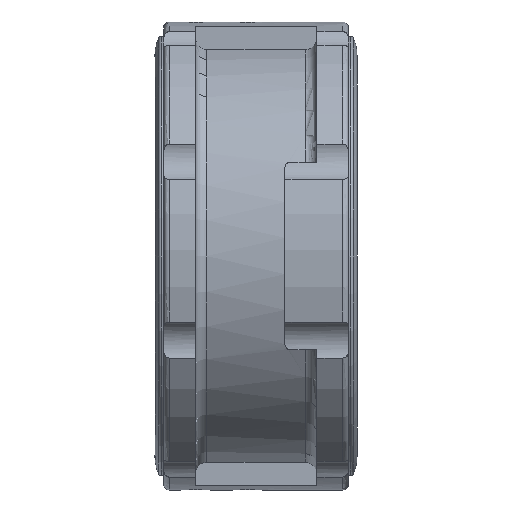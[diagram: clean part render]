
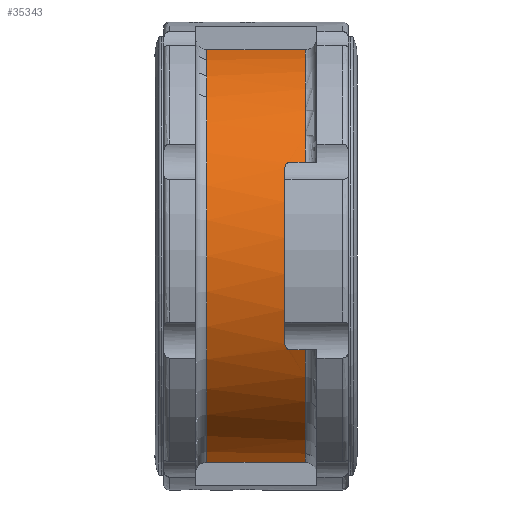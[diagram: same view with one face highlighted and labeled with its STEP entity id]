
A CAD part, left-side view. The second image highlights one B-rep face of the part: STEP entity #35343.
In plain terms, the highlighted cylindrical face has radius 73 mm (diameter 146 mm), a partial arc.
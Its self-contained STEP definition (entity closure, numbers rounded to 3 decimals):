
#1637 = CARTESIAN_POINT ( 'NONE',  ( -15., -49., 71.442 ) ) ;
#1713 = CARTESIAN_POINT ( 'NONE',  ( -15., -15., -71.442 ) ) ;
#1785 = CARTESIAN_POINT ( 'NONE',  ( -15., -15., 71.442 ) ) ;
#1985 = CARTESIAN_POINT ( 'NONE',  ( -65.366, -49., 32.5 ) ) ;
#2001 = CARTESIAN_POINT ( 'NONE',  ( -65.366, -44., -32.5 ) ) ;
#2934 = CYLINDRICAL_SURFACE ( 'NONE', #3122, 73. ) ;
#3060 = FACE_OUTER_BOUND ( 'NONE', #21488, .T. ) ;
#3122 = AXIS2_PLACEMENT_3D ( 'NONE', #51874, #51878, #51879 ) ;
#5597 = CARTESIAN_POINT ( 'NONE',  ( -65.366, -44., -32.5 ) ) ;
#5598 = CARTESIAN_POINT ( 'NONE',  ( -65.366, -43.861, -32.5 ) ) ;
#5599 = CARTESIAN_POINT ( 'NONE',  ( -65.373, -43.724, -32.486 ) ) ;
#5600 = CARTESIAN_POINT ( 'NONE',  ( -65.401, -43.456, -32.43 ) ) ;
#5601 = CARTESIAN_POINT ( 'NONE',  ( -65.422, -43.324, -32.387 ) ) ;
#5602 = CARTESIAN_POINT ( 'NONE',  ( -65.502, -42.953, -32.225 ) ) ;
#5603 = CARTESIAN_POINT ( 'NONE',  ( -65.58, -42.731, -32.067 ) ) ;
#5604 = CARTESIAN_POINT ( 'NONE',  ( -65.717, -42.462, -31.785 ) ) ;
#5605 = CARTESIAN_POINT ( 'NONE',  ( -65.767, -42.382, -31.682 ) ) ;
#5606 = CARTESIAN_POINT ( 'NONE',  ( -65.87, -42.244, -31.467 ) ) ;
#5607 = CARTESIAN_POINT ( 'NONE',  ( -65.924, -42.187, -31.354 ) ) ;
#5608 = CARTESIAN_POINT ( 'NONE',  ( -66.035, -42.094, -31.119 ) ) ;
#5609 = CARTESIAN_POINT ( 'NONE',  ( -66.093, -42.059, -30.997 ) ) ;
#5610 = CARTESIAN_POINT ( 'NONE',  ( -66.207, -42.012, -30.751 ) ) ;
#5611 = CARTESIAN_POINT ( 'NONE',  ( -66.265, -42., -30.626 ) ) ;
#5612 = CARTESIAN_POINT ( 'NONE',  ( -66.323, -42., -30.5 ) ) ;
#6793 = VECTOR ( 'NONE', #52276, 1000. ) ;
#6796 = VECTOR ( 'NONE', #52282, 1000. ) ;
#9942 = LINE ( 'NONE', #9943, #43004 ) ;
#9943 = CARTESIAN_POINT ( 'NONE',  ( -65.366, -42., -32.5 ) ) ;
#9944 = DIRECTION ( 'NONE',  ( 0., -1., 0. ) ) ;
#11123 = B_SPLINE_CURVE_WITH_KNOTS ( 'NONE', 3,
 ( #5597, #5598, #5599, #5600, #5601, #5602, #5603, #5604, #5605, #5606, #5607, #5608, #5609, #5610, #5611, #5612 ),
 .UNSPECIFIED., .F., .F.,
 ( 4, 2, 2, 2, 2, 2, 2, 4 ),
 ( 0., 0., 0.001, 0.002, 0.002, 0.002, 0.003, 0.003 ),
 .UNSPECIFIED. ) ;
#18191 = VECTOR ( 'NONE', #52288, 1000. ) ;
#19109 = VERTEX_POINT ( 'NONE', #48744 ) ;
#19168 = VERTEX_POINT ( 'NONE', #48803 ) ;
#19249 = VERTEX_POINT ( 'NONE', #48884 ) ;
#19250 = VERTEX_POINT ( 'NONE', #48885 ) ;
#19284 = VERTEX_POINT ( 'NONE', #48919 ) ;
#19510 = VERTEX_POINT ( 'NONE', #1637 ) ;
#19555 = VERTEX_POINT ( 'NONE', #1713 ) ;
#19601 = VERTEX_POINT ( 'NONE', #1785 ) ;
#19720 = VERTEX_POINT ( 'NONE', #1985 ) ;
#19730 = VERTEX_POINT ( 'NONE', #2001 ) ;
#21488 = EDGE_LOOP ( 'NONE', ( #47685, #47714, #47693, #47781, #47718, #47799, #47770, #47695, #47802, #47703 ) ) ;
#34997 = EDGE_CURVE ( 'NONE', #19730, #19249, #11123, .T. ) ;
#35032 = EDGE_CURVE ( 'NONE', #19730, #19284, #9942, .T. ) ;
#35343 = ADVANCED_FACE ( 'NONE', ( #3060 ), #2934, .T. ) ;
#35467 = CIRCLE ( 'NONE', #45397, 73. ) ;
#35468 = CIRCLE ( 'NONE', #45392, 73. ) ;
#35469 = CIRCLE ( 'NONE', #45396, 73. ) ;
#35471 = CIRCLE ( 'NONE', #45390, 73. ) ;
#41761 = B_SPLINE_CURVE_WITH_KNOTS ( 'NONE', 3,
 ( #52291, #52292, #52293, #52294, #52295, #52296, #52297, #52298, #52299, #52300, #52301, #52302, #52303, #52304 ),
 .UNSPECIFIED., .F., .F.,
 ( 4, 2, 2, 2, 2, 2, 4 ),
 ( 0., 0.001, 0.002, 0.002, 0.002, 0.003, 0.003 ),
 .UNSPECIFIED. ) ;
#43004 = VECTOR ( 'NONE', #9944, 1000. ) ;
#45390 = AXIS2_PLACEMENT_3D ( 'NONE', #52273, #52277, #52278 ) ;
#45392 = AXIS2_PLACEMENT_3D ( 'NONE', #52270, #52271, #52272 ) ;
#45396 = AXIS2_PLACEMENT_3D ( 'NONE', #52279, #52283, #52284 ) ;
#45397 = AXIS2_PLACEMENT_3D ( 'NONE', #52285, #52289, #52290 ) ;
#45436 = EDGE_CURVE ( 'NONE', #19109, #19284, #35468, .T. ) ;
#45437 = EDGE_CURVE ( 'NONE', #19555, #19109, #52274, .T. ) ;
#45438 = EDGE_CURVE ( 'NONE', #19601, #19555, #35471, .T. ) ;
#45439 = EDGE_CURVE ( 'NONE', #19601, #19510, #52280, .T. ) ;
#45440 = EDGE_CURVE ( 'NONE', #19720, #19510, #35469, .T. ) ;
#45441 = EDGE_CURVE ( 'NONE', #19250, #19720, #52286, .T. ) ;
#45442 = EDGE_CURVE ( 'NONE', #19168, #19249, #35467, .T. ) ;
#45443 = EDGE_CURVE ( 'NONE', #19168, #19250, #41761, .T. ) ;
#47685 = ORIENTED_EDGE ( 'NONE', *, *, #45442, .F. ) ;
#47693 = ORIENTED_EDGE ( 'NONE', *, *, #45441, .T. ) ;
#47695 = ORIENTED_EDGE ( 'NONE', *, *, #45436, .T. ) ;
#47703 = ORIENTED_EDGE ( 'NONE', *, *, #34997, .T. ) ;
#47714 = ORIENTED_EDGE ( 'NONE', *, *, #45443, .T. ) ;
#47718 = ORIENTED_EDGE ( 'NONE', *, *, #45439, .F. ) ;
#47770 = ORIENTED_EDGE ( 'NONE', *, *, #45437, .T. ) ;
#47781 = ORIENTED_EDGE ( 'NONE', *, *, #45440, .T. ) ;
#47799 = ORIENTED_EDGE ( 'NONE', *, *, #45438, .T. ) ;
#47802 = ORIENTED_EDGE ( 'NONE', *, *, #35032, .F. ) ;
#48744 = CARTESIAN_POINT ( 'NONE',  ( -15., -49., -71.442 ) ) ;
#48803 = CARTESIAN_POINT ( 'NONE',  ( -66.323, -42., 30.5 ) ) ;
#48884 = CARTESIAN_POINT ( 'NONE',  ( -66.323, -42., -30.5 ) ) ;
#48885 = CARTESIAN_POINT ( 'NONE',  ( -65.366, -44., 32.5 ) ) ;
#48919 = CARTESIAN_POINT ( 'NONE',  ( -65.366, -49., -32.5 ) ) ;
#51874 = CARTESIAN_POINT ( 'NONE',  ( 0., 0., 0. ) ) ;
#51878 = DIRECTION ( 'NONE',  ( 0., -1., 0. ) ) ;
#51879 = DIRECTION ( 'NONE',  ( 0., 0., -1. ) ) ;
#52270 = CARTESIAN_POINT ( 'NONE',  ( 0., -49., 0. ) ) ;
#52271 = DIRECTION ( 'NONE',  ( 0., 1., 0. ) ) ;
#52272 = DIRECTION ( 'NONE',  ( 0., 0., 1. ) ) ;
#52273 = CARTESIAN_POINT ( 'NONE',  ( 0., -15., 0. ) ) ;
#52274 = LINE ( 'NONE', #52275, #6793 ) ;
#52275 = CARTESIAN_POINT ( 'NONE',  ( -15., -9., -71.442 ) ) ;
#52276 = DIRECTION ( 'NONE',  ( 0., -1., 0. ) ) ;
#52277 = DIRECTION ( 'NONE',  ( 0., -1., 0. ) ) ;
#52278 = DIRECTION ( 'NONE',  ( 0., 0., -1. ) ) ;
#52279 = CARTESIAN_POINT ( 'NONE',  ( 0., -49., 0. ) ) ;
#52280 = LINE ( 'NONE', #52281, #6796 ) ;
#52281 = CARTESIAN_POINT ( 'NONE',  ( -15., -9., 71.442 ) ) ;
#52282 = DIRECTION ( 'NONE',  ( 0., -1., 0. ) ) ;
#52283 = DIRECTION ( 'NONE',  ( 0., 1., 0. ) ) ;
#52284 = DIRECTION ( 'NONE',  ( 0., 0., 1. ) ) ;
#52285 = CARTESIAN_POINT ( 'NONE',  ( 0., -42., 0. ) ) ;
#52286 = LINE ( 'NONE', #52287, #18191 ) ;
#52287 = CARTESIAN_POINT ( 'NONE',  ( -65.366, -42., 32.5 ) ) ;
#52288 = DIRECTION ( 'NONE',  ( 0., -1., 0. ) ) ;
#52289 = DIRECTION ( 'NONE',  ( 0., -1., 0. ) ) ;
#52290 = DIRECTION ( 'NONE',  ( 0., 0., 1. ) ) ;
#52291 = CARTESIAN_POINT ( 'NONE',  ( -66.323, -42., 30.5 ) ) ;
#52292 = CARTESIAN_POINT ( 'NONE',  ( -66.207, -42., 30.753 ) ) ;
#52293 = CARTESIAN_POINT ( 'NONE',  ( -66.092, -42.047, 30.999 ) ) ;
#52294 = CARTESIAN_POINT ( 'NONE',  ( -65.868, -42.234, 31.472 ) ) ;
#52295 = CARTESIAN_POINT ( 'NONE',  ( -65.764, -42.37, 31.688 ) ) ;
#52296 = CARTESIAN_POINT ( 'NONE',  ( -65.626, -42.641, 31.973 ) ) ;
#52297 = CARTESIAN_POINT ( 'NONE',  ( -65.584, -42.74, 32.059 ) ) ;
#52298 = CARTESIAN_POINT ( 'NONE',  ( -65.509, -42.956, 32.211 ) ) ;
#52299 = CARTESIAN_POINT ( 'NONE',  ( -65.476, -43.074, 32.278 ) ) ;
#52300 = CARTESIAN_POINT ( 'NONE',  ( -65.422, -43.323, 32.387 ) ) ;
#52301 = CARTESIAN_POINT ( 'NONE',  ( -65.402, -43.452, 32.428 ) ) ;
#52302 = CARTESIAN_POINT ( 'NONE',  ( -65.374, -43.72, 32.485 ) ) ;
#52303 = CARTESIAN_POINT ( 'NONE',  ( -65.366, -43.86, 32.5 ) ) ;
#52304 = CARTESIAN_POINT ( 'NONE',  ( -65.366, -44., 32.5 ) ) ;
